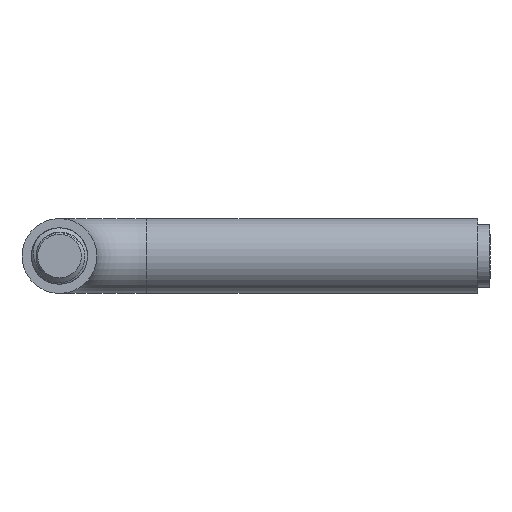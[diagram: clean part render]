
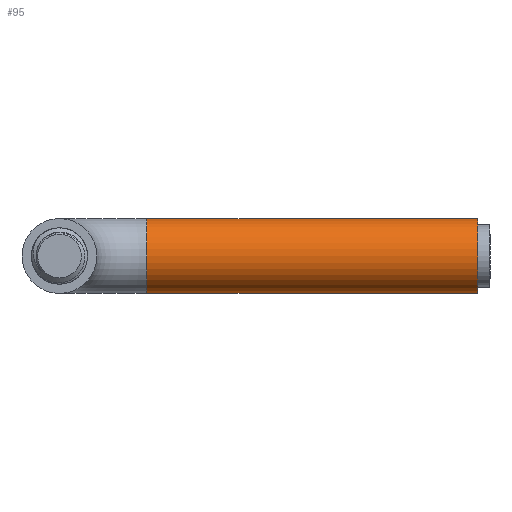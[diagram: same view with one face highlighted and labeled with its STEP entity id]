
A CAD part, left-side view. The second image highlights one B-rep face of the part: STEP entity #95.
In plain terms, the highlighted cylindrical face has radius 6 mm (diameter 12 mm), a full revolution.
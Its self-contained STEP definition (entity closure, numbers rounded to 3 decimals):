
#95=ADVANCED_FACE('',(#126,#127),#118,.T.);
#118=CYLINDRICAL_SURFACE('',#352,6.);
#126=FACE_BOUND('',#148,.T.);
#127=FACE_BOUND('',#149,.T.);
#148=EDGE_LOOP('',(#182));
#149=EDGE_LOOP('',(#183));
#182=ORIENTED_EDGE('',*,*,#292,.F.);
#183=ORIENTED_EDGE('',*,*,#293,.F.);
#262=VERTEX_POINT('',#462);
#263=VERTEX_POINT('',#464);
#292=EDGE_CURVE('',#262,#262,#332,.T.);
#293=EDGE_CURVE('',#263,#263,#333,.T.);
#332=CIRCLE('',#350,6.);
#333=CIRCLE('',#351,6.);
#350=AXIS2_PLACEMENT_3D('',#461,#387,#388);
#351=AXIS2_PLACEMENT_3D('',#463,#389,#390);
#352=AXIS2_PLACEMENT_3D('',#465,#391,#392);
#387=DIRECTION('',(0.,1.,0.));
#388=DIRECTION('',(-1.,0.,0.));
#389=DIRECTION('',(0.,-1.,0.));
#390=DIRECTION('',(1.,0.,0.));
#391=DIRECTION('',(0.,-1.,0.));
#392=DIRECTION('',(1.,0.,0.));
#461=CARTESIAN_POINT('',(69.,-20.,0.));
#462=CARTESIAN_POINT('',(63.,-20.,0.));
#463=CARTESIAN_POINT('',(69.,-73.,0.));
#464=CARTESIAN_POINT('',(75.,-73.,0.));
#465=CARTESIAN_POINT('',(69.,-20.,0.));
